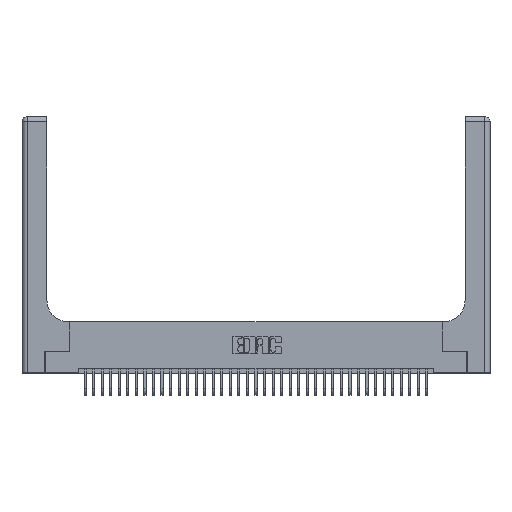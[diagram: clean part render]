
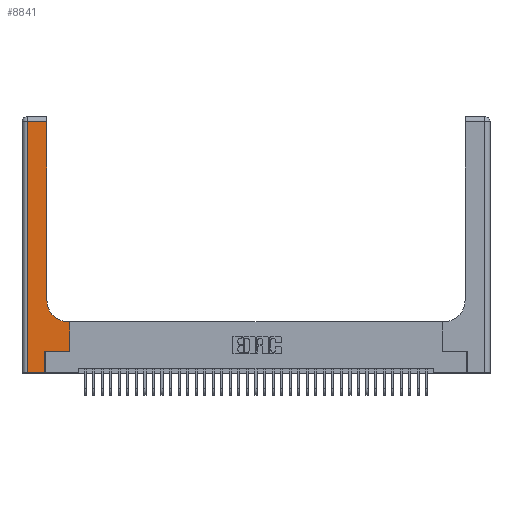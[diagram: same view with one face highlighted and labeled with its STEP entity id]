
A CAD part, top view. The second image highlights one B-rep face of the part: STEP entity #8841.
In plain terms, the highlighted planar face has unit normal (0, 0, 1).
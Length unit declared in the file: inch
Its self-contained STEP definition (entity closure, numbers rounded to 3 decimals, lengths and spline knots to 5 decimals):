
#845 = LINE ( 'NONE', #20709, #7144 ) ;
#1177 = EDGE_CURVE ( 'NONE', #21913, #2952, #5198, .T. ) ;
#2859 = VECTOR ( 'NONE', #35932, 39.37008 ) ;
#2952 = VERTEX_POINT ( 'NONE', #33461 ) ;
#3156 = VERTEX_POINT ( 'NONE', #13254 ) ;
#3298 = ORIENTED_EDGE ( 'NONE', *, *, #9892, .T. ) ;
#3886 = FACE_OUTER_BOUND ( 'NONE', #15107, .T. ) ;
#4294 = ORIENTED_EDGE ( 'NONE', *, *, #36745, .T. ) ;
#4386 = CARTESIAN_POINT ( 'NONE',  ( 0.2915, 2.94, 0.37 ) ) ;
#5198 = LINE ( 'NONE', #15529, #35432 ) ;
#5459 = EDGE_CURVE ( 'NONE', #2952, #3156, #7686, .T. ) ;
#5489 = DIRECTION ( 'NONE',  ( -1., 0., 0. ) ) ;
#6142 = EDGE_CURVE ( 'NONE', #3156, #7951, #845, .T. ) ;
#6149 = AXIS2_PLACEMENT_3D ( 'NONE', #27161, #9090, #30160 ) ;
#6671 = VERTEX_POINT ( 'NONE', #31767 ) ;
#6871 = LINE ( 'NONE', #36098, #15023 ) ;
#6995 = DIRECTION ( 'NONE',  ( 0., 1., 0. ) ) ;
#7144 = VECTOR ( 'NONE', #5489, 39.37008 ) ;
#7686 = LINE ( 'NONE', #22980, #22886 ) ;
#7916 = DIRECTION ( 'NONE',  ( 0., -1., 0. ) ) ;
#7917 = VECTOR ( 'NONE', #6995, 39.37008 ) ;
#7951 = VERTEX_POINT ( 'NONE', #8329 ) ;
#8313 = VERTEX_POINT ( 'NONE', #27836 ) ;
#8329 = CARTESIAN_POINT ( 'NONE',  ( 0.5415, 0.6, 0.37 ) ) ;
#8841 = ADVANCED_FACE ( 'NONE', ( #3886 ), #30014, .F. ) ;
#9061 = DIRECTION ( 'NONE',  ( 0., 0., -1. ) ) ;
#9090 = DIRECTION ( 'NONE',  ( 0., 0., -1. ) ) ;
#9892 = EDGE_CURVE ( 'NONE', #8313, #36059, #22423, .T. ) ;
#11072 = VERTEX_POINT ( 'NONE', #4386 ) ;
#13254 = CARTESIAN_POINT ( 'NONE',  ( 0.5585, 0.6, 0.37 ) ) ;
#14391 = VECTOR ( 'NONE', #7916, 39.37008 ) ;
#14991 = CARTESIAN_POINT ( 'NONE',  ( 0.269, 0., 0.37 ) ) ;
#15023 = VECTOR ( 'NONE', #24350, 39.37008 ) ;
#15107 = EDGE_LOOP ( 'NONE', ( #19652, #17471, #3298, #19500, #4294, #17967, #37938, #26882, #18922 ) ) ;
#15313 = VECTOR ( 'NONE', #16482, 39.37008 ) ;
#15529 = CARTESIAN_POINT ( 'NONE',  ( 0.269, 0.25, 0.37 ) ) ;
#15757 = EDGE_CURVE ( 'NONE', #36059, #22300, #6871, .T. ) ;
#16052 = LINE ( 'NONE', #25162, #7917 ) ;
#16482 = DIRECTION ( 'NONE',  ( -1., 0., 0. ) ) ;
#17471 = ORIENTED_EDGE ( 'NONE', *, *, #33354, .T. ) ;
#17967 = ORIENTED_EDGE ( 'NONE', *, *, #1177, .T. ) ;
#18649 = CARTESIAN_POINT ( 'NONE',  ( 0.06, 0., 0.37 ) ) ;
#18922 = ORIENTED_EDGE ( 'NONE', *, *, #28154, .T. ) ;
#19500 = ORIENTED_EDGE ( 'NONE', *, *, #15757, .T. ) ;
#19652 = ORIENTED_EDGE ( 'NONE', *, *, #21663, .T. ) ;
#20709 = CARTESIAN_POINT ( 'NONE',  ( 0.2915, 0.6, 0.37 ) ) ;
#20821 = AXIS2_PLACEMENT_3D ( 'NONE', #27140, #9061, #30140 ) ;
#21663 = EDGE_CURVE ( 'NONE', #6671, #11072, #16052, .T. ) ;
#21913 = VERTEX_POINT ( 'NONE', #29197 ) ;
#22300 = VERTEX_POINT ( 'NONE', #25137 ) ;
#22423 = LINE ( 'NONE', #26028, #14391 ) ;
#22886 = VECTOR ( 'NONE', #25979, 39.37008 ) ;
#22980 = CARTESIAN_POINT ( 'NONE',  ( 0.5585, 0.25, 0.37 ) ) ;
#23337 = LINE ( 'NONE', #28531, #15313 ) ;
#24350 = DIRECTION ( 'NONE',  ( 1., 0., 0. ) ) ;
#24600 = DIRECTION ( 'NONE',  ( 1., 0., 0. ) ) ;
#25137 = CARTESIAN_POINT ( 'NONE',  ( 0.269, 0., 0.37 ) ) ;
#25162 = CARTESIAN_POINT ( 'NONE',  ( 0.2915, 3., 0.37 ) ) ;
#25979 = DIRECTION ( 'NONE',  ( 0., 1., 0. ) ) ;
#26028 = CARTESIAN_POINT ( 'NONE',  ( 0.06, 3., 0.37 ) ) ;
#26206 = LINE ( 'NONE', #14991, #2859 ) ;
#26882 = ORIENTED_EDGE ( 'NONE', *, *, #6142, .T. ) ;
#27140 = CARTESIAN_POINT ( 'NONE',  ( 0., 3., 0.37 ) ) ;
#27161 = CARTESIAN_POINT ( 'NONE',  ( 0.5415, 0.85, 0.37 ) ) ;
#27836 = CARTESIAN_POINT ( 'NONE',  ( 0.06, 2.94, 0.37 ) ) ;
#28154 = EDGE_CURVE ( 'NONE', #7951, #6671, #31435, .T. ) ;
#28531 = CARTESIAN_POINT ( 'NONE',  ( 0., 2.94, 0.37 ) ) ;
#29197 = CARTESIAN_POINT ( 'NONE',  ( 0.269, 0.25, 0.37 ) ) ;
#30014 = PLANE ( 'NONE',  #20821 ) ;
#30140 = DIRECTION ( 'NONE',  ( -1., 0., 0. ) ) ;
#30160 = DIRECTION ( 'NONE',  ( 1., 0., 0. ) ) ;
#31435 = CIRCLE ( 'NONE', #6149, 0.25 ) ;
#31767 = CARTESIAN_POINT ( 'NONE',  ( 0.2915, 0.85, 0.37 ) ) ;
#33354 = EDGE_CURVE ( 'NONE', #11072, #8313, #23337, .T. ) ;
#33461 = CARTESIAN_POINT ( 'NONE',  ( 0.5585, 0.25, 0.37 ) ) ;
#35432 = VECTOR ( 'NONE', #24600, 39.37008 ) ;
#35932 = DIRECTION ( 'NONE',  ( 0., 1., 0. ) ) ;
#36059 = VERTEX_POINT ( 'NONE', #18649 ) ;
#36098 = CARTESIAN_POINT ( 'NONE',  ( 0., 0., 0.37 ) ) ;
#36745 = EDGE_CURVE ( 'NONE', #22300, #21913, #26206, .T. ) ;
#37938 = ORIENTED_EDGE ( 'NONE', *, *, #5459, .T. ) ;
